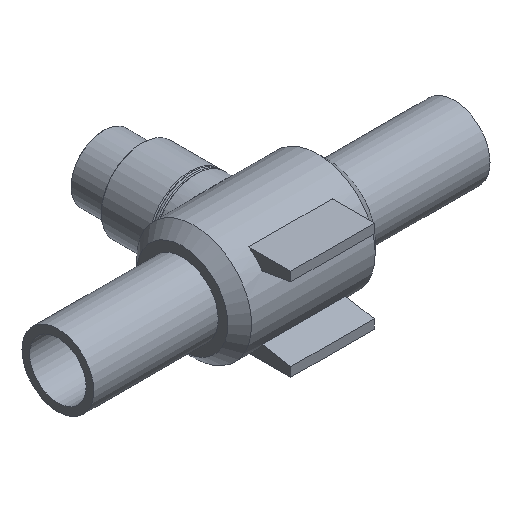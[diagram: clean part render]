
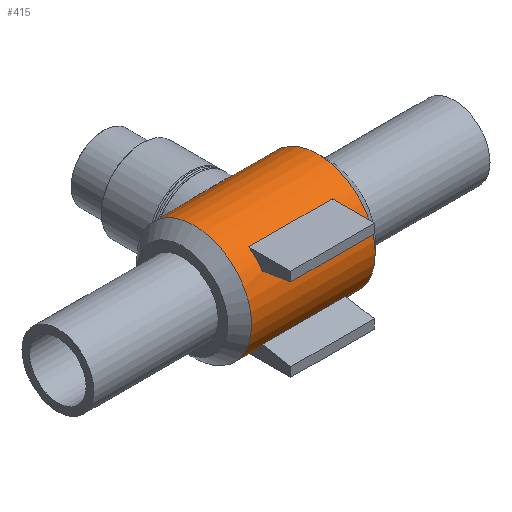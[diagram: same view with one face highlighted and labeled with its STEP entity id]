
A CAD part, isometric view. The second image highlights one B-rep face of the part: STEP entity #415.
In plain terms, the highlighted cylindrical face has radius 60 mm (diameter 120 mm), a full revolution.
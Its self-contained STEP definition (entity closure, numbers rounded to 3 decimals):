
#38=LINE('',#849,#58);
#39=LINE('',#852,#59);
#40=LINE('',#857,#60);
#41=LINE('',#860,#61);
#58=VECTOR('',#522,87.);
#59=VECTOR('',#525,87.);
#60=VECTOR('',#528,87.);
#61=VECTOR('',#531,87.);
#79=FACE_BOUND('',#148,.T.);
#80=FACE_BOUND('',#149,.T.);
#81=FACE_BOUND('',#150,.T.);
#82=FACE_BOUND('',#151,.T.);
#104=CYLINDRICAL_SURFACE('',#451,60.);
#114=FACE_OUTER_BOUND('',#147,.T.);
#147=EDGE_LOOP('',(#322));
#148=EDGE_LOOP('',(#323));
#149=EDGE_LOOP('',(#324,#325,#326,#327));
#150=EDGE_LOOP('',(#328,#329,#330,#331));
#151=EDGE_LOOP('',(#332));
#202=B_SPLINE_CURVE_WITH_KNOTS('',3,(#810,#811,#812,#813,#814,#815,#816,
#817,#818,#819,#820,#821,#822,#823,#824,#825,#826,#827,#828,#829,#830,#831,
#832,#833,#834,#835,#836),.UNSPECIFIED.,.T.,.F.,(4,1,1,1,1,1,1,1,1,1,1,
1,1,1,1,1,1,1,1,1,1,1,1,1,4),(-40.314,-39.354,-38.394,
-36.474,-35.408,-35.194,-33.915,
-32.635,-31.355,-30.075,-28.795,
-27.516,-26.876,-26.236,-24.956,
-23.676,-22.396,-21.117,-20.157,
-19.197,-18.237,-17.277,-15.358,
-14.398,-13.438),.UNSPECIFIED.);
#205=CIRCLE('',#452,60.);
#206=CIRCLE('',#453,60.);
#207=CIRCLE('',#454,60.);
#208=CIRCLE('',#455,60.);
#209=CIRCLE('',#456,60.);
#210=CIRCLE('',#457,60.);
#229=VERTEX_POINT('',#780);
#232=VERTEX_POINT('',#841);
#233=VERTEX_POINT('',#843);
#234=VERTEX_POINT('',#845);
#235=VERTEX_POINT('',#846);
#236=VERTEX_POINT('',#848);
#237=VERTEX_POINT('',#850);
#238=VERTEX_POINT('',#853);
#239=VERTEX_POINT('',#854);
#240=VERTEX_POINT('',#856);
#241=VERTEX_POINT('',#858);
#270=EDGE_CURVE('',#229,#229,#202,.T.);
#272=EDGE_CURVE('',#232,#232,#205,.T.);
#273=EDGE_CURVE('',#233,#233,#206,.T.);
#274=EDGE_CURVE('',#234,#235,#207,.T.);
#275=EDGE_CURVE('',#235,#236,#38,.T.);
#276=EDGE_CURVE('',#236,#237,#208,.T.);
#277=EDGE_CURVE('',#237,#234,#39,.T.);
#278=EDGE_CURVE('',#238,#239,#209,.T.);
#279=EDGE_CURVE('',#239,#240,#40,.T.);
#280=EDGE_CURVE('',#240,#241,#210,.T.);
#281=EDGE_CURVE('',#241,#238,#41,.T.);
#322=ORIENTED_EDGE('',*,*,#272,.T.);
#323=ORIENTED_EDGE('',*,*,#273,.F.);
#324=ORIENTED_EDGE('',*,*,#274,.T.);
#325=ORIENTED_EDGE('',*,*,#275,.T.);
#326=ORIENTED_EDGE('',*,*,#276,.T.);
#327=ORIENTED_EDGE('',*,*,#277,.T.);
#328=ORIENTED_EDGE('',*,*,#278,.T.);
#329=ORIENTED_EDGE('',*,*,#279,.T.);
#330=ORIENTED_EDGE('',*,*,#280,.T.);
#331=ORIENTED_EDGE('',*,*,#281,.T.);
#332=ORIENTED_EDGE('',*,*,#270,.F.);
#415=ADVANCED_FACE('',(#114,#79,#80,#81,#82),#104,.T.);
#451=AXIS2_PLACEMENT_3D('',#840,#514,#515);
#452=AXIS2_PLACEMENT_3D('',#842,#516,#517);
#453=AXIS2_PLACEMENT_3D('',#844,#518,#519);
#454=AXIS2_PLACEMENT_3D('',#847,#520,#521);
#455=AXIS2_PLACEMENT_3D('',#851,#523,#524);
#456=AXIS2_PLACEMENT_3D('',#855,#526,#527);
#457=AXIS2_PLACEMENT_3D('',#859,#529,#530);
#514=DIRECTION('center_axis',(1.,0.,0.));
#515=DIRECTION('ref_axis',(0.,1.,0.));
#516=DIRECTION('center_axis',(1.,0.,0.));
#517=DIRECTION('ref_axis',(0.,0.,-1.));
#518=DIRECTION('center_axis',(1.,0.,0.));
#519=DIRECTION('ref_axis',(0.,0.,-1.));
#520=DIRECTION('center_axis',(-1.,0.,0.));
#521=DIRECTION('ref_axis',(0.,1.,0.));
#522=DIRECTION('',(1.,0.,0.));
#523=DIRECTION('center_axis',(1.,0.,0.));
#524=DIRECTION('ref_axis',(0.,1.,0.));
#525=DIRECTION('',(-1.,0.,0.));
#526=DIRECTION('center_axis',(-1.,0.,0.));
#527=DIRECTION('ref_axis',(0.,1.,0.));
#528=DIRECTION('',(1.,0.,0.));
#529=DIRECTION('center_axis',(1.,0.,0.));
#530=DIRECTION('ref_axis',(0.,1.,0.));
#531=DIRECTION('',(-1.,0.,0.));
#780=CARTESIAN_POINT('',(0.,41.863,-42.982));
#810=CARTESIAN_POINT('Ctrl Pts',(0.,41.862,-42.983));
#811=CARTESIAN_POINT('Ctrl Pts',(-3.446,41.862,-42.983));
#812=CARTESIAN_POINT('Ctrl Pts',(-10.339,42.704,-42.183));
#813=CARTESIAN_POINT('Ctrl Pts',(-22.76,46.86,-37.768));
#814=CARTESIAN_POINT('Ctrl Pts',(-33.067,52.656,-29.768));
#815=CARTESIAN_POINT('Ctrl Pts',(-38.904,56.41,-20.792));
#816=CARTESIAN_POINT('Ctrl Pts',(-42.446,58.778,-12.883));
#817=CARTESIAN_POINT('Ctrl Pts',(-44.796,60.417,-3.439));
#818=CARTESIAN_POINT('Ctrl Pts',(-43.679,59.631,10.171));
#819=CARTESIAN_POINT('Ctrl Pts',(-38.526,56.109,22.323));
#820=CARTESIAN_POINT('Ctrl Pts',(-30.349,51.051,32.047));
#821=CARTESIAN_POINT('Ctrl Pts',(-19.831,45.712,39.096));
#822=CARTESIAN_POINT('Ctrl Pts',(-9.205,42.412,42.452));
#823=CARTESIAN_POINT('Ctrl Pts',(0.001,41.68,43.159));
#824=CARTESIAN_POINT('Ctrl Pts',(9.203,42.412,42.452));
#825=CARTESIAN_POINT('Ctrl Pts',(19.834,45.713,39.096));
#826=CARTESIAN_POINT('Ctrl Pts',(30.347,51.049,32.046));
#827=CARTESIAN_POINT('Ctrl Pts',(38.529,56.112,22.324));
#828=CARTESIAN_POINT('Ctrl Pts',(43.244,59.333,11.182));
#829=CARTESIAN_POINT('Ctrl Pts',(44.611,60.286,-0.002));
#830=CARTESIAN_POINT('Ctrl Pts',(43.38,59.429,-10.057));
#831=CARTESIAN_POINT('Ctrl Pts',(39.901,57.045,-19.324));
#832=CARTESIAN_POINT('Ctrl Pts',(32.789,52.5,-29.98));
#833=CARTESIAN_POINT('Ctrl Pts',(22.76,46.86,-37.77));
#834=CARTESIAN_POINT('Ctrl Pts',(10.339,42.704,-42.182));
#835=CARTESIAN_POINT('Ctrl Pts',(3.446,41.862,-42.983));
#836=CARTESIAN_POINT('Ctrl Pts',(0.,41.862,-42.983));
#840=CARTESIAN_POINT('Origin',(0.,0.,0.));
#841=CARTESIAN_POINT('',(-64.58,60.,0.));
#842=CARTESIAN_POINT('Origin',(-64.58,0.,0.));
#843=CARTESIAN_POINT('',(64.58,60.,0.));
#844=CARTESIAN_POINT('Origin',(64.58,0.,0.));
#845=CARTESIAN_POINT('',(-43.5,-50.033,33.116));
#846=CARTESIAN_POINT('',(-43.5,-36.,48.));
#847=CARTESIAN_POINT('Origin',(-43.5,0.,0.));
#848=CARTESIAN_POINT('',(43.5,-36.,48.));
#849=CARTESIAN_POINT('',(0.,-36.,48.));
#850=CARTESIAN_POINT('',(43.5,-50.033,33.116));
#851=CARTESIAN_POINT('Origin',(43.5,0.,0.));
#852=CARTESIAN_POINT('',(0.,-50.033,33.116));
#853=CARTESIAN_POINT('',(-43.5,-36.,-48.));
#854=CARTESIAN_POINT('',(-43.5,-50.033,-33.116));
#855=CARTESIAN_POINT('Origin',(-43.5,0.,0.));
#856=CARTESIAN_POINT('',(43.5,-50.033,-33.116));
#857=CARTESIAN_POINT('',(0.,-50.033,-33.116));
#858=CARTESIAN_POINT('',(43.5,-36.,-48.));
#859=CARTESIAN_POINT('Origin',(43.5,0.,0.));
#860=CARTESIAN_POINT('',(0.,-36.,-48.));
